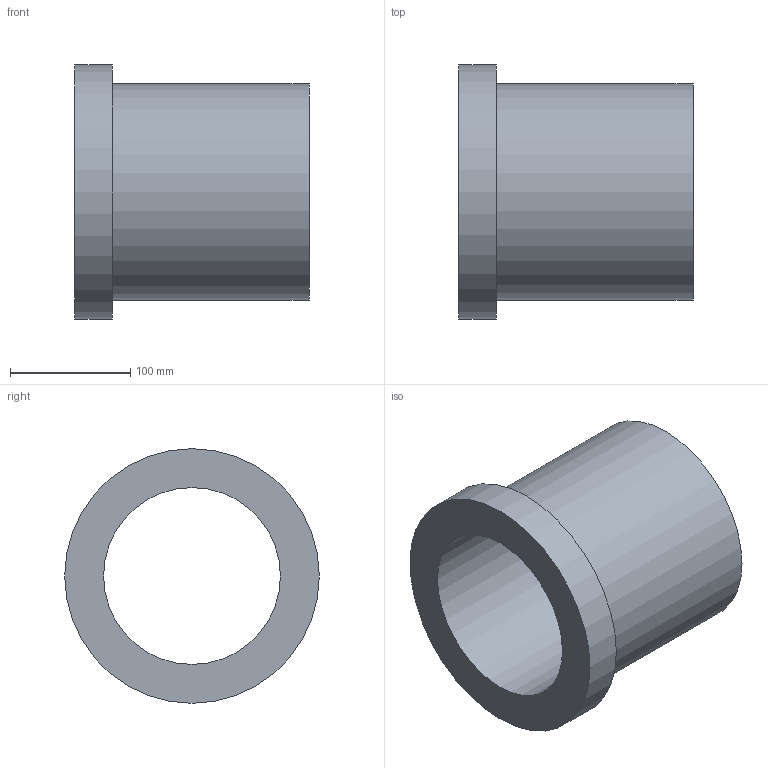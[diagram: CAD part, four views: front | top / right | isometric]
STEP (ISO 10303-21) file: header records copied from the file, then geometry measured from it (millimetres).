
FILE_DESCRIPTION(('Beschreibung'),'1');
FILE_NAME('25.80.01.103_SDR_11_PE100_180.STP', '2014-09-15T05:47:05',('Author'), ('Organization'), 'KCM Version 1.1.794.0', 'Kubotek KeyCreator', 'Authorization');
FILE_SCHEMA(('CONFIG_CONTROL_DESIGN'));
Length unit declared in the file: millimetre
Bounding box: 195 x 212 x 212 mm (x, y, z)
Volume: 1949071.7 mm3; surface area: 240124.7 mm2
Topology: 1 solids, 1 shells, 6 faces, 16 edges, 20 vertices
Faces by surface type: cylinder 3, plane 3
Full cylindrical faces by diameter (mm): 147.2 x1, 180 x1, 212 x1
Entity records: 261 total; most frequent: DIRECTION 36, CARTESIAN_POINT 29, ORIENTED_EDGE 18, AXIS2_PLACEMENT_3D 13, VECTOR 10, LINE 10, CC_DESIGN_PERSON_AND_ORGANIZATION_ASSIGNMENT 10, EDGE_CURVE 9
